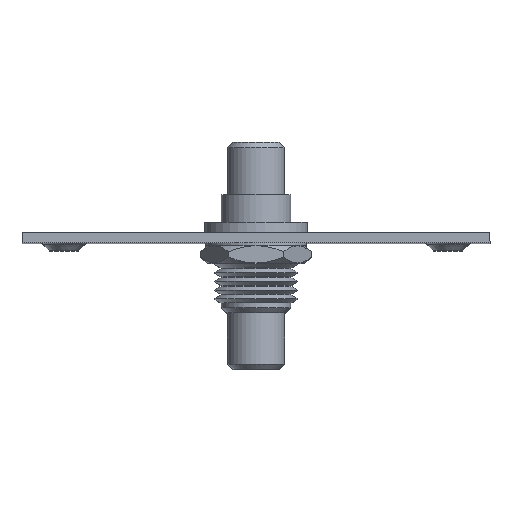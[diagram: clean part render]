
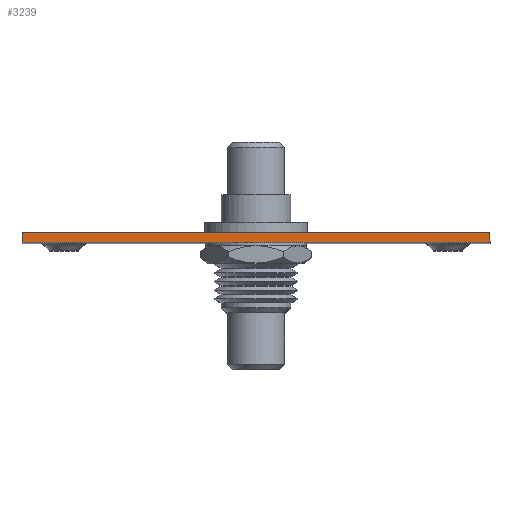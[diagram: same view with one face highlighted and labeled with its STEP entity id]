
A CAD part, top view. The second image highlights one B-rep face of the part: STEP entity #3239.
In plain terms, the highlighted planar face has unit normal (0, 0, 1).
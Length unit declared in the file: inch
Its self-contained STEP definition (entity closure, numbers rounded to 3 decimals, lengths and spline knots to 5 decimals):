
#285 = VERTEX_POINT ( 'NONE', #2090 ) ;
#550 = VECTOR ( 'NONE', #1770, 39.37008 ) ;
#751 = VERTEX_POINT ( 'NONE', #5516 ) ;
#915 = EDGE_CURVE ( 'NONE', #751, #285, #6759, .T. ) ;
#1258 = ORIENTED_EDGE ( 'NONE', *, *, #8635, .T. ) ;
#1320 = EDGE_CURVE ( 'NONE', #1901, #2059, #8186, .T. ) ;
#1770 = DIRECTION ( 'NONE',  ( 0., -1., 0. ) ) ;
#1901 = VERTEX_POINT ( 'NONE', #8612 ) ;
#2059 = VERTEX_POINT ( 'NONE', #4748 ) ;
#2090 = CARTESIAN_POINT ( 'NONE',  ( 1.34, 0., 1.615 ) ) ;
#2266 = CARTESIAN_POINT ( 'NONE',  ( -1.34, 0., 1.615 ) ) ;
#2515 = CARTESIAN_POINT ( 'NONE',  ( -1.34, 0.06, 1.615 ) ) ;
#2527 = LINE ( 'NONE', #2829, #7643 ) ;
#2562 = ORIENTED_EDGE ( 'NONE', *, *, #1320, .F. ) ;
#2829 = CARTESIAN_POINT ( 'NONE',  ( 1.34, 0., 1.615 ) ) ;
#2972 = ORIENTED_EDGE ( 'NONE', *, *, #3334, .T. ) ;
#3239 = ADVANCED_FACE ( 'NONE', ( #7063 ), #3884, .F. ) ;
#3334 = EDGE_CURVE ( 'NONE', #1901, #751, #8499, .T. ) ;
#3884 = PLANE ( 'NONE',  #8382 ) ;
#4579 = DIRECTION ( 'NONE',  ( -1., 0., 0. ) ) ;
#4748 = CARTESIAN_POINT ( 'NONE',  ( 1.34, 0.06, 1.615 ) ) ;
#4775 = DIRECTION ( 'NONE',  ( 1., 0., 0. ) ) ;
#5152 = DIRECTION ( 'NONE',  ( 1., 0., 0. ) ) ;
#5295 = CARTESIAN_POINT ( 'NONE',  ( -1.34, 0.06, 1.615 ) ) ;
#5516 = CARTESIAN_POINT ( 'NONE',  ( -1.34, 0., 1.615 ) ) ;
#5784 = EDGE_LOOP ( 'NONE', ( #2562, #2972, #7988, #1258 ) ) ;
#6555 = VECTOR ( 'NONE', #5152, 39.37008 ) ;
#6759 = LINE ( 'NONE', #2266, #6555 ) ;
#7063 = FACE_OUTER_BOUND ( 'NONE', #5784, .T. ) ;
#7348 = DIRECTION ( 'NONE',  ( 0., 0., -1. ) ) ;
#7493 = CARTESIAN_POINT ( 'NONE',  ( -1.34, 0.06, 1.615 ) ) ;
#7643 = VECTOR ( 'NONE', #8407, 39.37008 ) ;
#7988 = ORIENTED_EDGE ( 'NONE', *, *, #915, .T. ) ;
#8186 = LINE ( 'NONE', #7493, #8648 ) ;
#8382 = AXIS2_PLACEMENT_3D ( 'NONE', #5295, #7348, #4579 ) ;
#8407 = DIRECTION ( 'NONE',  ( 0., 1., 0. ) ) ;
#8499 = LINE ( 'NONE', #2515, #550 ) ;
#8612 = CARTESIAN_POINT ( 'NONE',  ( -1.34, 0.06, 1.615 ) ) ;
#8635 = EDGE_CURVE ( 'NONE', #285, #2059, #2527, .T. ) ;
#8648 = VECTOR ( 'NONE', #4775, 39.37008 ) ;
